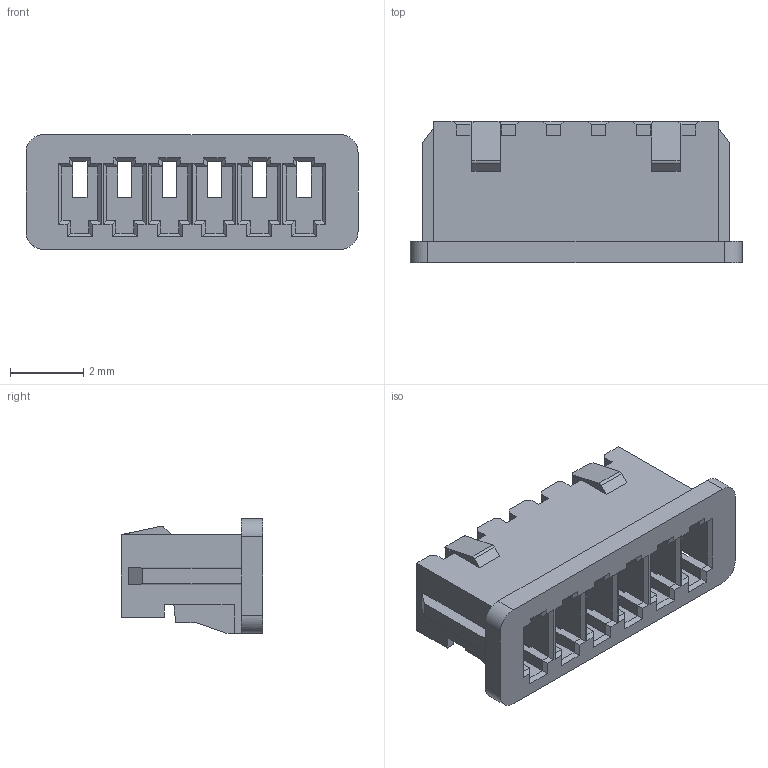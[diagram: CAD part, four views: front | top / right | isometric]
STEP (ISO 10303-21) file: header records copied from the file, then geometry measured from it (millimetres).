
FILE_DESCRIPTION( ('This file contains a STEP AP42 implementation' ,'as created by ZW3D STEP Interface translator.') ,'2;1' );
FILE_NAME( 'WF1251-HXXX01.stp' ,'23 412.112618', (''), ('ZWCAD Software Co.'), 'Version 1.0', 'ZW3D to STEP translator', '' );
FILE_SCHEMA(('AUTOMOTIVE_DESIGN { 1 0 10303 214 1 1 1 1 }'));
Length unit declared in the file: millimetre
Products named in the file (2): 0; WF1251-HXXX01
Bounding box: 9.06 x 3.87 x 3.13 mm (x, y, z)
Volume: 39.5 mm3; surface area: 259.4 mm2
Topology: 1 solids, 1 shells, 302 faces, 846 edges, 528 vertices
Faces by surface type: plane 296, cylinder 6
Entity records: 9816 total; most frequent: CARTESIAN_POINT 1770, ORIENTED_EDGE 1692, DIRECTION 1442, EDGE_CURVE 846, VECTOR 830, LINE 830, VERTEX_POINT 528, EDGE_LOOP 308
